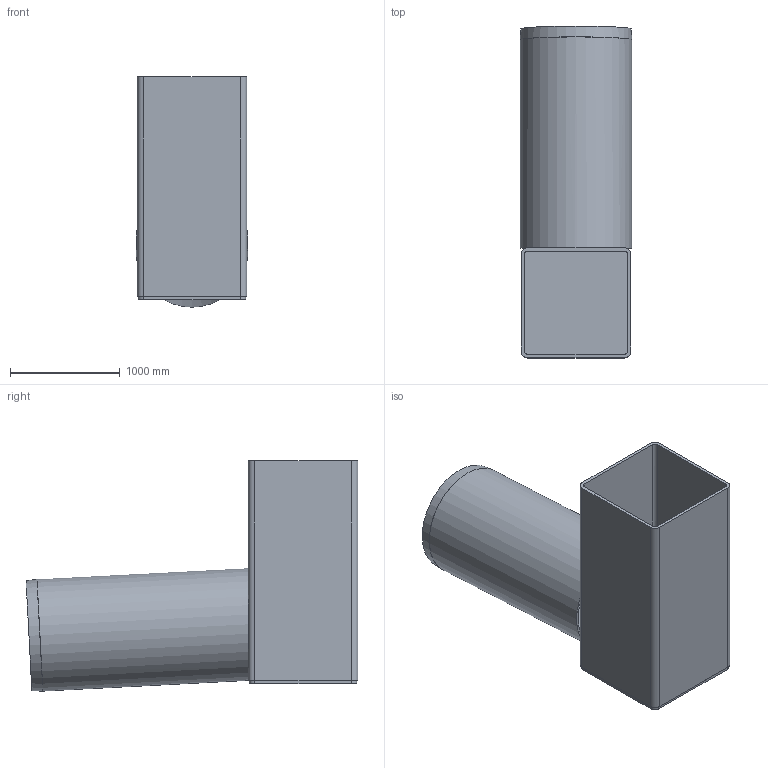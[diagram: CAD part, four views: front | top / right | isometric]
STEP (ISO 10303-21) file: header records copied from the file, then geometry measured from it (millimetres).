
FILE_DESCRIPTION(/* description */ (''),/* implementation_level */ '2;1');
FILE_NAME(/* name */ '19308.100X_3D.stp',/* time_stamp */ '2025-02-26T11:02:52+01:00',/* author */ ('c.rudolph'),/* organization */ (''),/* preprocessor_version */ 'ST-DEVELOPER v20',/* originating_system */ 'AutoCAD Mechanical',/* authorisation */ '');
FILE_SCHEMA (('AUTOMOTIVE_DESIGN { 1 0 10303 214 3 1 1 }'));
Length unit declared in the file: centimetre
Products named in the file (2): Product; *S0
Assembly tree (1 placements, depth 2):
  Product
    *S0
Bounding box: 1020 x 3022.81 x 2097.99 mm (x, y, z)
Volume: 361573976.6 mm3; surface area: 28853664.4 mm2
Topology: 3 solids, 3 shells, 47 faces, 134 edges, 92 vertices
Faces by surface type: plane 25, cylinder 17, cone 3, torus 2
Full cylindrical faces by diameter (mm): 980 x1, 1020 x1
Entity records: 1690 total; most frequent: CARTESIAN_POINT 362, DIRECTION 276, ORIENTED_EDGE 262, EDGE_CURVE 131, AXIS2_PLACEMENT_3D 98, VERTEX_POINT 86, LINE 80, VECTOR 80
